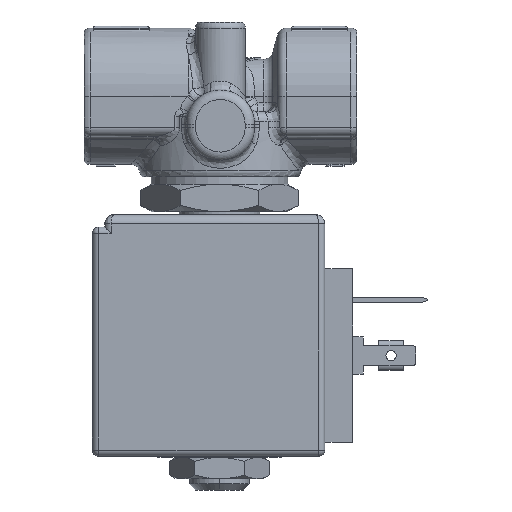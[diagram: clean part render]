
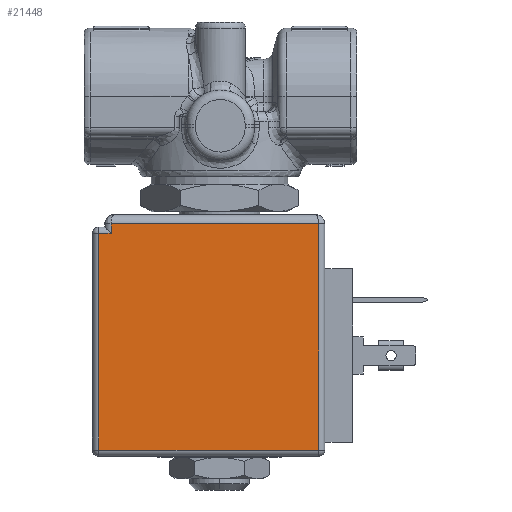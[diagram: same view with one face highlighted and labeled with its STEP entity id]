
A CAD part, front view. The second image highlights one B-rep face of the part: STEP entity #21448.
In plain terms, the highlighted face is planar.
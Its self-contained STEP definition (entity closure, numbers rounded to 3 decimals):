
#18862=DIRECTION('',(1.,0.,0.));
#18863=VECTOR('',#18862,33.5);
#18864=CARTESIAN_POINT('',(-16.,-3.5,
15.));
#18865=LINE('',#18864,#18863);
#18869=DIRECTION('',(0.,1.,0.));
#18870=VECTOR('',#18869,36.5);
#18871=CARTESIAN_POINT('',(-16.,-3.5,
15.));
#18872=LINE('',#18871,#18870);
#18876=DIRECTION('',(-1.,0.,0.));
#18877=VECTOR('',#18876,35.5);
#18878=CARTESIAN_POINT('',(19.5,33.,15.));
#18879=LINE('',#18878,#18877);
#18883=DIRECTION('',(0.,1.,0.));
#18884=VECTOR('',#18883,35.);
#18885=CARTESIAN_POINT('',(19.5,-2.,15.));
#18886=LINE('',#18885,#18884);
#18890=DIRECTION('',(1.,0.,0.));
#18891=VECTOR('',#18890,2.);
#18892=CARTESIAN_POINT('',(17.5,-2.,15.));
#18893=LINE('',#18892,#18891);
#18897=DIRECTION('',(0.,1.,0.));
#18898=VECTOR('',#18897,1.5);
#18899=CARTESIAN_POINT('',(17.5,-3.5,
15.));
#18900=LINE('',#18899,#18898);
#18978=CARTESIAN_POINT('',(17.5,-2.,15.));
#20737=CARTESIAN_POINT('',(-16.,-3.5,
15.));
#20738=CARTESIAN_POINT('',(17.5,-3.5,
15.));
#20739=VERTEX_POINT('',#20737);
#20740=VERTEX_POINT('',#20738);
#20755=CARTESIAN_POINT('',(-16.,33.,15.));
#20756=VERTEX_POINT('',#20755);
#20765=CARTESIAN_POINT('',(19.5,33.,15.));
#20766=VERTEX_POINT('',#20765);
#20779=CARTESIAN_POINT('',(19.5,-2.,15.));
#20780=VERTEX_POINT('',#20779);
#20782=VERTEX_POINT('',#18978);
#21430=CARTESIAN_POINT('',(0.,34.,15.));
#21431=DIRECTION('',(0.,0.,1.));
#21432=DIRECTION('',(1.,0.,0.));
#21433=AXIS2_PLACEMENT_3D('',#21430,#21431,#21432);
#21434=PLANE('',#21433);
#21436=ORIENTED_EDGE('',*,*,#21435,.F.);
#21437=ORIENTED_EDGE('',*,*,#21418,.T.);
#21439=ORIENTED_EDGE('',*,*,#21438,.F.);
#21441=ORIENTED_EDGE('',*,*,#21440,.F.);
#21443=ORIENTED_EDGE('',*,*,#21442,.F.);
#21445=ORIENTED_EDGE('',*,*,#21444,.F.);
#21446=EDGE_LOOP('',(#21436,#21437,#21439,#21441,#21443,#21445));
#21447=FACE_OUTER_BOUND('',#21446,.F.);
#21448=ADVANCED_FACE('',(#21447),#21434,.T.);
#21418=EDGE_CURVE('',#20739,#20756,#18872,.T.);
#21435=EDGE_CURVE('',#20739,#20740,#18865,.T.);
#21438=EDGE_CURVE('',#20766,#20756,#18879,.T.);
#21440=EDGE_CURVE('',#20780,#20766,#18886,.T.);
#21442=EDGE_CURVE('',#20782,#20780,#18893,.T.);
#21444=EDGE_CURVE('',#20740,#20782,#18900,.T.);
